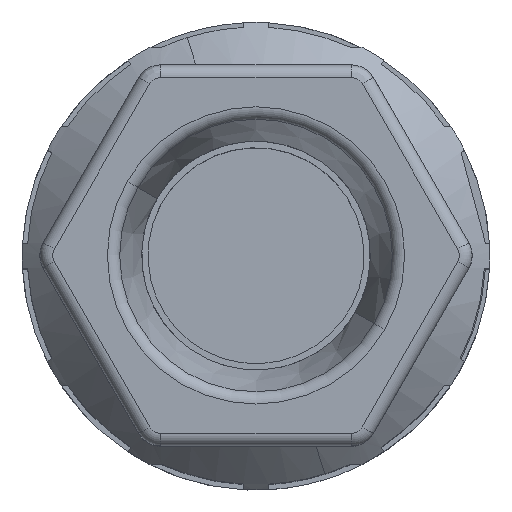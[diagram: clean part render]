
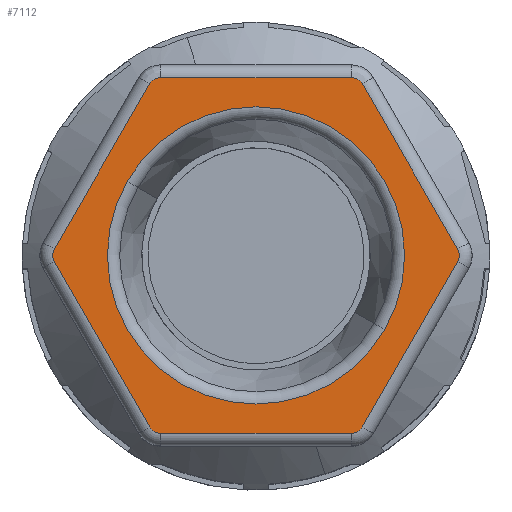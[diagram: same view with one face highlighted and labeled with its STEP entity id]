
A CAD part, top view. The second image highlights one B-rep face of the part: STEP entity #7112.
In plain terms, the highlighted planar face has unit normal (0, 0, 1).
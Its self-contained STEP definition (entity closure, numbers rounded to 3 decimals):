
#72=DIRECTION('',(-1.,0.,0.));
#73=VECTOR('',#72,7.506);
#74=CARTESIAN_POINT('',(24.235,38.86,56.5));
#75=LINE('',#74,#73);
#79=CARTESIAN_POINT('',(24.235,38.36,56.5));
#80=DIRECTION('',(0.,0.,1.));
#81=DIRECTION('',(0.866,0.5,0.));
#82=AXIS2_PLACEMENT_3D('',#79,#80,#81);
#87=DIRECTION('',(-0.5,0.866,0.));
#88=VECTOR('',#87,7.506);
#89=CARTESIAN_POINT('',(28.421,32.11,56.5));
#90=LINE('',#89,#88);
#94=CARTESIAN_POINT('',(27.988,31.86,56.5));
#95=DIRECTION('',(0.,0.,1.));
#96=DIRECTION('',(0.866,-0.5,0.));
#97=AXIS2_PLACEMENT_3D('',#94,#95,#96);
#102=CARTESIAN_POINT('',(24.235,25.36,56.5));
#103=DIRECTION('',(0.,0.,1.));
#104=DIRECTION('',(0.,-1.,0.));
#105=AXIS2_PLACEMENT_3D('',#102,#103,#104);
#110=DIRECTION('',(1.,0.,0.));
#111=VECTOR('',#110,7.506);
#112=CARTESIAN_POINT('',(16.73,24.86,56.5));
#113=LINE('',#112,#111);
#117=CARTESIAN_POINT('',(16.73,25.36,56.5));
#118=DIRECTION('',(0.,0.,1.));
#119=DIRECTION('',(-0.866,-0.5,0.));
#120=AXIS2_PLACEMENT_3D('',#117,#118,#119);
#125=DIRECTION('',(0.5,-0.866,0.));
#126=VECTOR('',#125,7.506);
#127=CARTESIAN_POINT('',(12.544,31.61,56.5));
#128=LINE('',#127,#126);
#132=CARTESIAN_POINT('',(12.977,31.86,56.5));
#133=DIRECTION('',(0.,0.,1.));
#134=DIRECTION('',(-0.866,0.5,0.));
#135=AXIS2_PLACEMENT_3D('',#132,#133,#134);
#140=CARTESIAN_POINT('',(16.73,38.36,56.5));
#141=DIRECTION('',(0.,0.,1.));
#142=DIRECTION('',(0.,1.,0.));
#143=AXIS2_PLACEMENT_3D('',#140,#141,#142);
#148=CARTESIAN_POINT('',(20.483,31.86,56.5));
#149=DIRECTION('',(0.,0.,-1.));
#150=DIRECTION('',(0.866,-0.5,0.));
#151=AXIS2_PLACEMENT_3D('',#148,#149,#150);
#156=CARTESIAN_POINT('',(20.483,31.86,56.5));
#157=DIRECTION('',(0.,0.,-1.));
#158=DIRECTION('',(-0.866,0.5,0.));
#159=AXIS2_PLACEMENT_3D('',#156,#157,#158);
#264=DIRECTION('',(0.5,0.866,0.));
#265=VECTOR('',#264,7.506);
#266=CARTESIAN_POINT('',(12.544,32.11,56.5));
#267=LINE('',#266,#265);
#395=DIRECTION('',(-0.5,-0.866,0.));
#396=VECTOR('',#395,7.506);
#397=CARTESIAN_POINT('',(28.421,31.61,56.5));
#398=LINE('',#397,#396);
#6215=CARTESIAN_POINT('',(16.73,24.86,56.5));
#6216=VERTEX_POINT('',#6215);
#6217=CARTESIAN_POINT('',(24.235,24.86,56.5));
#6218=VERTEX_POINT('',#6217);
#6269=CARTESIAN_POINT('',(24.668,25.11,56.5));
#6270=VERTEX_POINT('',#6269);
#6282=CARTESIAN_POINT('',(28.421,31.61,56.5));
#6283=VERTEX_POINT('',#6282);
#6312=CARTESIAN_POINT('',(28.421,32.11,56.5));
#6313=VERTEX_POINT('',#6312);
#6320=CARTESIAN_POINT('',(12.544,32.11,56.5));
#6321=CARTESIAN_POINT('',(12.544,31.61,56.5));
#6322=VERTEX_POINT('',#6320);
#6323=VERTEX_POINT('',#6321);
#6396=CARTESIAN_POINT('',(16.297,25.11,56.5));
#6397=VERTEX_POINT('',#6396);
#6859=CARTESIAN_POINT('',(24.235,38.86,56.5));
#6860=CARTESIAN_POINT('',(16.73,38.86,56.5));
#6861=VERTEX_POINT('',#6859);
#6862=VERTEX_POINT('',#6860);
#6867=CARTESIAN_POINT('',(24.668,38.61,56.5));
#6868=VERTEX_POINT('',#6867);
#6869=CARTESIAN_POINT('',(16.297,38.61,56.5));
#6870=VERTEX_POINT('',#6869);
#6871=CARTESIAN_POINT('',(15.418,34.784,56.5));
#6872=CARTESIAN_POINT('',(25.547,28.936,56.5));
#6873=VERTEX_POINT('',#6871);
#6874=VERTEX_POINT('',#6872);
#7077=CARTESIAN_POINT('',(25.836,28.769,56.5));
#7078=DIRECTION('',(0.,0.,1.));
#7079=DIRECTION('',(0.866,-0.5,0.));
#7080=AXIS2_PLACEMENT_3D('',#7077,#7078,#7079);
#7081=PLANE('',#7080);
#7083=ORIENTED_EDGE('',*,*,#7082,.F.);
#7085=ORIENTED_EDGE('',*,*,#7084,.F.);
#7087=ORIENTED_EDGE('',*,*,#7086,.F.);
#7089=ORIENTED_EDGE('',*,*,#7088,.F.);
#7091=ORIENTED_EDGE('',*,*,#7090,.T.);
#7092=ORIENTED_EDGE('',*,*,#7068,.F.);
#7093=ORIENTED_EDGE('',*,*,#7057,.F.);
#7095=ORIENTED_EDGE('',*,*,#7094,.F.);
#7097=ORIENTED_EDGE('',*,*,#7096,.F.);
#7099=ORIENTED_EDGE('',*,*,#7098,.F.);
#7101=ORIENTED_EDGE('',*,*,#7100,.T.);
#7103=ORIENTED_EDGE('',*,*,#7102,.F.);
#7104=EDGE_LOOP('',(#7083,#7085,#7087,#7089,#7091,#7092,#7093,#7095,#7097,#7099,
#7101,#7103));
#7105=FACE_OUTER_BOUND('',#7104,.F.);
#7107=ORIENTED_EDGE('',*,*,#7106,.F.);
#7109=ORIENTED_EDGE('',*,*,#7108,.F.);
#7110=EDGE_LOOP('',(#7107,#7109));
#7111=FACE_BOUND('',#7110,.F.);
#7112=ADVANCED_FACE('',(#7105,#7111),#7081,.T.);
#83=CIRCLE('',#82,0.5);
#98=CIRCLE('',#97,0.5);
#106=CIRCLE('',#105,0.5);
#121=CIRCLE('',#120,0.5);
#136=CIRCLE('',#135,0.5);
#144=CIRCLE('',#143,0.5);
#152=CIRCLE('',#151,5.848);
#160=CIRCLE('',#159,5.848);
#7057=EDGE_CURVE('',#6216,#6218,#113,.T.);
#7068=EDGE_CURVE('',#6218,#6270,#106,.T.);
#7082=EDGE_CURVE('',#6861,#6862,#75,.T.);
#7084=EDGE_CURVE('',#6868,#6861,#83,.T.);
#7086=EDGE_CURVE('',#6313,#6868,#90,.T.);
#7088=EDGE_CURVE('',#6283,#6313,#98,.T.);
#7090=EDGE_CURVE('',#6283,#6270,#398,.T.);
#7094=EDGE_CURVE('',#6397,#6216,#121,.T.);
#7096=EDGE_CURVE('',#6323,#6397,#128,.T.);
#7098=EDGE_CURVE('',#6322,#6323,#136,.T.);
#7100=EDGE_CURVE('',#6322,#6870,#267,.T.);
#7102=EDGE_CURVE('',#6862,#6870,#144,.T.);
#7106=EDGE_CURVE('',#6874,#6873,#152,.T.);
#7108=EDGE_CURVE('',#6873,#6874,#160,.T.);
